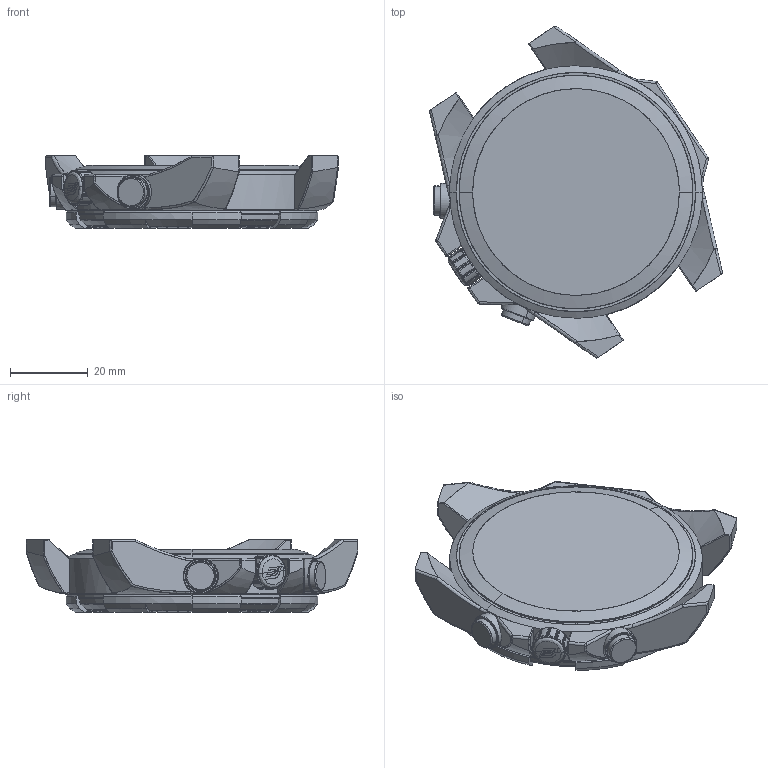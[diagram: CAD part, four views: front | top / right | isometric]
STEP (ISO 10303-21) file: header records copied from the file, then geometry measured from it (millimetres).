
FILE_DESCRIPTION(('FreeCAD Model'),'2;1');
FILE_NAME('Open CASCADE Shape Model','2025-05-04T07:31:04',('FreeCAD'),( 'FreeCAD'),'Open CASCADE STEP processor 7.6','FreeCAD','Unknown');
FILE_SCHEMA(('AUTOMOTIVE_DESIGN { 1 0 10303 214 1 1 1 1 }'));
Products named in the file (1): Open CASCADE STEP translator 7.6 1
Bounding box: 75.52 x 85.64 x 18.77 mm (x, y, z)
Surface area: 25806.3 mm2 (no closed solid volume)
Topology: 0 solids, 4721 shells, 4721 faces, 31919 edges, 31912 vertices
Faces by surface type: bspline 4721
Entity records: 314548 total; most frequent: CARTESIAN_POINT 160741, ORIENTED_EDGE 31912, EDGE_CURVE 31912, VERTEX_POINT 31912, B_SPLINE_CURVE_WITH_KNOTS 29631, FACE_BOUND 5263, EDGE_LOOP 5263, SHELL_BASED_SURFACE_MODEL 4721
